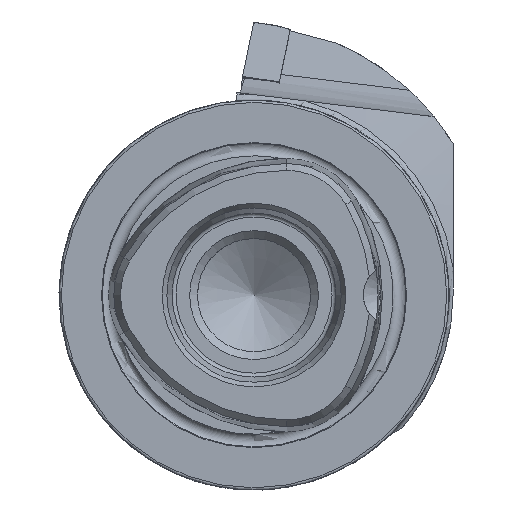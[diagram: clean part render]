
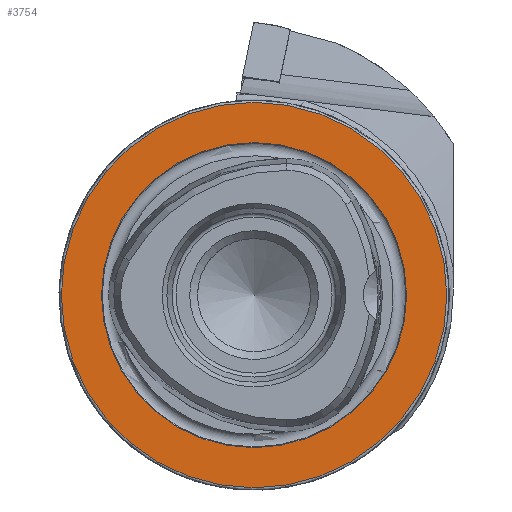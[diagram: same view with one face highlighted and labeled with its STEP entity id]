
A CAD part, left-side view. The second image highlights one B-rep face of the part: STEP entity #3754.
In plain terms, the highlighted planar face has unit normal (-1, 0, 0).
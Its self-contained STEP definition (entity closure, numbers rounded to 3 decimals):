
#426 = EDGE_CURVE ( 'NONE', #1559, #1559, #4816, .T. ) ;
#972 = ORIENTED_EDGE ( 'NONE', *, *, #426, .F. ) ;
#1107 = ORIENTED_EDGE ( 'NONE', *, *, #5022, .T. ) ;
#1443 = AXIS2_PLACEMENT_3D ( 'NONE', #4594, #3546, #6226 ) ;
#1449 = CARTESIAN_POINT ( 'NONE',  ( 0., 0., 19.55 ) ) ;
#1559 = VERTEX_POINT ( 'NONE', #1449 ) ;
#1673 = FACE_BOUND ( 'NONE', #1941, .T. ) ;
#1874 = DIRECTION ( 'NONE',  ( 0., 0., -1. ) ) ;
#1904 = DIRECTION ( 'NONE',  ( 1., 0., 0. ) ) ;
#1941 = EDGE_LOOP ( 'NONE', ( #972 ) ) ;
#2233 = VERTEX_POINT ( 'NONE', #4647 ) ;
#2310 = DIRECTION ( 'NONE',  ( -1., 0., 0. ) ) ;
#3384 = PLANE ( 'NONE',  #3639 ) ;
#3546 = DIRECTION ( 'NONE',  ( -1., 0., 0. ) ) ;
#3639 = AXIS2_PLACEMENT_3D ( 'NONE', #6780, #1904, #1874 ) ;
#3754 = ADVANCED_FACE ( 'NONE', ( #1673, #6370 ), #3384, .F. ) ;
#4257 = CIRCLE ( 'NONE', #1443, 24.7 ) ;
#4489 = CARTESIAN_POINT ( 'NONE',  ( 0., 0., 0. ) ) ;
#4594 = CARTESIAN_POINT ( 'NONE',  ( 0., 0., 0. ) ) ;
#4647 = CARTESIAN_POINT ( 'NONE',  ( 0., 0., 24.7 ) ) ;
#4816 = CIRCLE ( 'NONE', #6221, 19.55 ) ;
#5022 = EDGE_CURVE ( 'NONE', #2233, #2233, #4257, .T. ) ;
#5222 = EDGE_LOOP ( 'NONE', ( #1107 ) ) ;
#6221 = AXIS2_PLACEMENT_3D ( 'NONE', #4489, #2310, #6718 ) ;
#6226 = DIRECTION ( 'NONE',  ( 0., 0., 1. ) ) ;
#6370 = FACE_OUTER_BOUND ( 'NONE', #5222, .T. ) ;
#6718 = DIRECTION ( 'NONE',  ( 0., 0., 1. ) ) ;
#6780 = CARTESIAN_POINT ( 'NONE',  ( 0., 19.55, 0. ) ) ;
